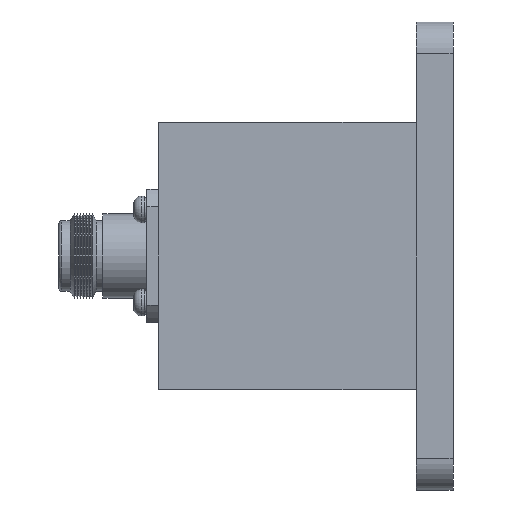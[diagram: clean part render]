
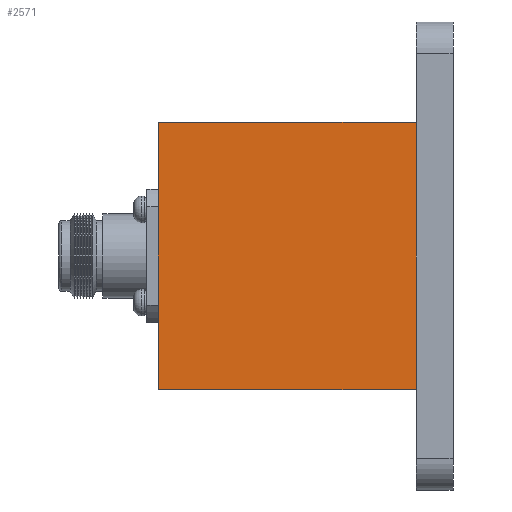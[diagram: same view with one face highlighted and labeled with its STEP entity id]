
A CAD part, front view. The second image highlights one B-rep face of the part: STEP entity #2571.
In plain terms, the highlighted planar face has unit normal (0, -1, 0).
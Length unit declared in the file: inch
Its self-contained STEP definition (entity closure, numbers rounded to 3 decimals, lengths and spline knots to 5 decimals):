
#23 = PLANE ( 'NONE',  #743 ) ;
#84 = ORIENTED_EDGE ( 'NONE', *, *, #2026, .F. ) ;
#101 = LINE ( 'NONE', #2795, #2910 ) ;
#104 = VECTOR ( 'NONE', #4210, 39.37008 ) ;
#148 = ORIENTED_EDGE ( 'NONE', *, *, #604, .F. ) ;
#153 = VERTEX_POINT ( 'NONE', #3038 ) ;
#154 = CARTESIAN_POINT ( 'NONE',  ( -2.20463, -0.49985, 1.00013 ) ) ;
#198 = ORIENTED_EDGE ( 'NONE', *, *, #4130, .F. ) ;
#329 = VECTOR ( 'NONE', #2980, 39.37008 ) ;
#369 = DIRECTION ( 'NONE',  ( 0., 0., 1. ) ) ;
#482 = VERTEX_POINT ( 'NONE', #1097 ) ;
#562 = EDGE_LOOP ( 'NONE', ( #583, #198, #2835, #148, #84, #2225 ) ) ;
#583 = ORIENTED_EDGE ( 'NONE', *, *, #2670, .T. ) ;
#604 = EDGE_CURVE ( 'NONE', #2018, #1507, #2716, .T. ) ;
#652 = CARTESIAN_POINT ( 'NONE',  ( -2.20463, -0.49985, 0.36681 ) ) ;
#676 = CARTESIAN_POINT ( 'NONE',  ( -0.2755, -0.49985, -1.00013 ) ) ;
#743 = AXIS2_PLACEMENT_3D ( 'NONE', #4150, #1408, #369 ) ;
#856 = VECTOR ( 'NONE', #2149, 39.37008 ) ;
#1045 = DIRECTION ( 'NONE',  ( 0., 0., 1. ) ) ;
#1097 = CARTESIAN_POINT ( 'NONE',  ( -0.2755, -0.49985, 1.00013 ) ) ;
#1114 = CARTESIAN_POINT ( 'NONE',  ( -2.20463, -0.49985, 1.00013 ) ) ;
#1149 = LINE ( 'NONE', #2174, #104 ) ;
#1214 = DIRECTION ( 'NONE',  ( 1., 0., 0. ) ) ;
#1408 = DIRECTION ( 'NONE',  ( 0., 1., 0. ) ) ;
#1422 = LINE ( 'NONE', #1747, #4047 ) ;
#1507 = VERTEX_POINT ( 'NONE', #652 ) ;
#1587 = VERTEX_POINT ( 'NONE', #2330 ) ;
#1747 = CARTESIAN_POINT ( 'NONE',  ( -2.20463, -0.49985, 1.00013 ) ) ;
#1894 = EDGE_CURVE ( 'NONE', #1587, #3198, #3036, .T. ) ;
#2018 = VERTEX_POINT ( 'NONE', #2396 ) ;
#2026 = EDGE_CURVE ( 'NONE', #1587, #2018, #1422, .T. ) ;
#2149 = DIRECTION ( 'NONE',  ( 0., 0., 1. ) ) ;
#2174 = CARTESIAN_POINT ( 'NONE',  ( -0.2755, -0.49985, 1.00013 ) ) ;
#2225 = ORIENTED_EDGE ( 'NONE', *, *, #1894, .T. ) ;
#2330 = CARTESIAN_POINT ( 'NONE',  ( -2.20463, -0.49985, -1.00013 ) ) ;
#2396 = CARTESIAN_POINT ( 'NONE',  ( -2.20463, -0.49985, -0.36681 ) ) ;
#2571 = ADVANCED_FACE ( 'NONE', ( #3162 ), #23, .F. ) ;
#2662 = CARTESIAN_POINT ( 'NONE',  ( -2.20463, -0.49985, -1.00013 ) ) ;
#2670 = EDGE_CURVE ( 'NONE', #3198, #482, #1149, .T. ) ;
#2716 = LINE ( 'NONE', #1114, #856 ) ;
#2795 = CARTESIAN_POINT ( 'NONE',  ( -2.20463, -0.49985, 1.00013 ) ) ;
#2835 = ORIENTED_EDGE ( 'NONE', *, *, #3204, .F. ) ;
#2910 = VECTOR ( 'NONE', #1045, 39.37008 ) ;
#2980 = DIRECTION ( 'NONE',  ( 1., 0., 0. ) ) ;
#3036 = LINE ( 'NONE', #2662, #329 ) ;
#3038 = CARTESIAN_POINT ( 'NONE',  ( -2.20463, -0.49985, 1.00013 ) ) ;
#3060 = VECTOR ( 'NONE', #1214, 39.37008 ) ;
#3160 = LINE ( 'NONE', #154, #3060 ) ;
#3162 = FACE_OUTER_BOUND ( 'NONE', #562, .T. ) ;
#3198 = VERTEX_POINT ( 'NONE', #676 ) ;
#3204 = EDGE_CURVE ( 'NONE', #1507, #153, #101, .T. ) ;
#3765 = DIRECTION ( 'NONE',  ( 0., 0., 1. ) ) ;
#4047 = VECTOR ( 'NONE', #3765, 39.37008 ) ;
#4130 = EDGE_CURVE ( 'NONE', #153, #482, #3160, .T. ) ;
#4150 = CARTESIAN_POINT ( 'NONE',  ( -2.20463, -0.49985, 1.00013 ) ) ;
#4210 = DIRECTION ( 'NONE',  ( 0., 0., 1. ) ) ;
